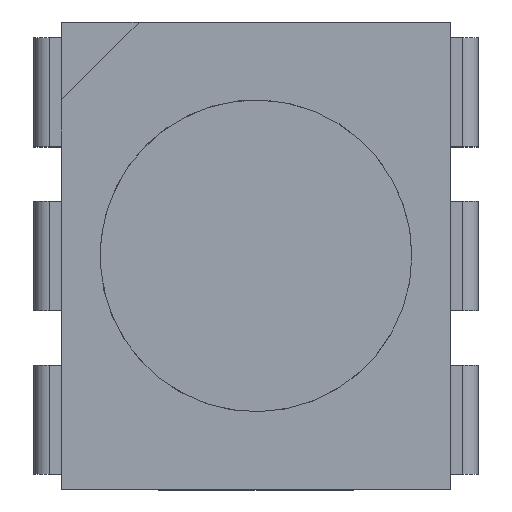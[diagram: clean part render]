
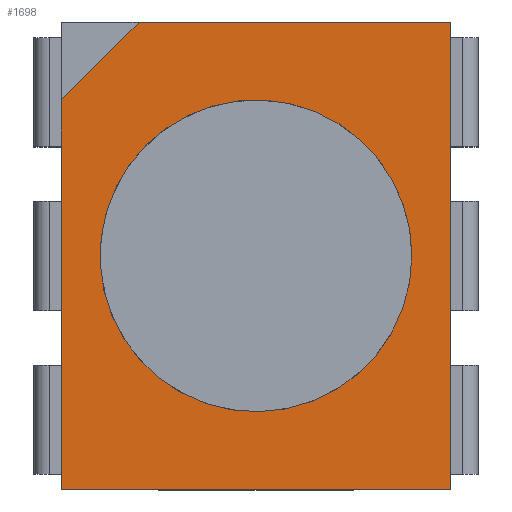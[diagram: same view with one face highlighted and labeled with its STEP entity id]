
A CAD part, top view. The second image highlights one B-rep face of the part: STEP entity #1698.
In plain terms, the highlighted planar face has unit normal (0, 0, 1).
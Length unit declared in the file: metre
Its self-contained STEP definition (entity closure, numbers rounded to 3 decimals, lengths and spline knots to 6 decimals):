
#99=CIRCLE('',#1909,0.002);
#514=ORIENTED_EDGE('',*,*,#796,.F.);
#515=ORIENTED_EDGE('',*,*,#791,.F.);
#516=ORIENTED_EDGE('',*,*,#793,.T.);
#517=ORIENTED_EDGE('',*,*,#780,.F.);
#518=ORIENTED_EDGE('',*,*,#795,.F.);
#519=ORIENTED_EDGE('',*,*,#783,.T.);
#780=EDGE_CURVE('',#962,#955,#1136,.T.);
#783=EDGE_CURVE('',#966,#965,#1139,.T.);
#791=EDGE_CURVE('',#972,#965,#1147,.T.);
#793=EDGE_CURVE('',#972,#955,#1149,.T.);
#795=EDGE_CURVE('',#966,#962,#1151,.T.);
#796=EDGE_CURVE('',#973,#973,#99,.T.);
#955=VERTEX_POINT('',#2812);
#962=VERTEX_POINT('',#2825);
#965=VERTEX_POINT('',#2832);
#966=VERTEX_POINT('',#2834);
#972=VERTEX_POINT('',#2848);
#973=VERTEX_POINT('',#2858);
#1136=LINE('',#2826,#1320);
#1139=LINE('',#2833,#1323);
#1147=LINE('',#2849,#1331);
#1149=LINE('',#2852,#1333);
#1151=LINE('',#2855,#1335);
#1320=VECTOR('',#2319,1.);
#1323=VECTOR('',#2324,1.);
#1331=VECTOR('',#2334,1.);
#1333=VECTOR('',#2338,1.);
#1335=VECTOR('',#2342,1.);
#1440=EDGE_LOOP('',(#514));
#1441=EDGE_LOOP('',(#515,#516,#517,#518,#519));
#1536=FACE_BOUND('',#1440,.T.);
#1537=FACE_BOUND('',#1441,.T.);
#1606=PLANE('',#1916);
#1698=ADVANCED_FACE('',(#1536,#1537),#1606,.T.);
#1909=AXIS2_PLACEMENT_3D('',#2857,#2345,#2346);
#1916=AXIS2_PLACEMENT_3D('',#2881,#2367,#2368);
#2319=DIRECTION('',(-1.,0.,0.));
#2324=DIRECTION('',(-1.,0.,0.));
#2334=DIRECTION('',(0.707,0.707,0.));
#2338=DIRECTION('',(0.,-1.,0.));
#2342=DIRECTION('',(0.,-1.,0.));
#2345=DIRECTION('',(0.,0.,1.));
#2346=DIRECTION('',(1.,0.,0.));
#2367=DIRECTION('',(0.,0.,1.));
#2368=DIRECTION('',(1.,0.,0.));
#2812=CARTESIAN_POINT('',(-0.0025,-0.003,0.0025));
#2825=CARTESIAN_POINT('',(0.0025,-0.003,0.0025));
#2826=CARTESIAN_POINT('',(0.,-0.003,0.0025));
#2832=CARTESIAN_POINT('',(-0.0015,0.003,0.0025));
#2833=CARTESIAN_POINT('',(0.0005,0.003,0.0025));
#2834=CARTESIAN_POINT('',(0.0025,0.003,0.0025));
#2848=CARTESIAN_POINT('',(-0.0025,0.002,0.0025));
#2849=CARTESIAN_POINT('',(-0.002,0.0025,0.0025));
#2852=CARTESIAN_POINT('',(-0.0025,-0.0005,0.0025));
#2855=CARTESIAN_POINT('',(0.0025,0.,0.0025));
#2857=CARTESIAN_POINT('',(0.,0.,0.0025));
#2858=CARTESIAN_POINT('',(0.002,0.,0.0025));
#2881=CARTESIAN_POINT('',(0.,0.,0.0025));
